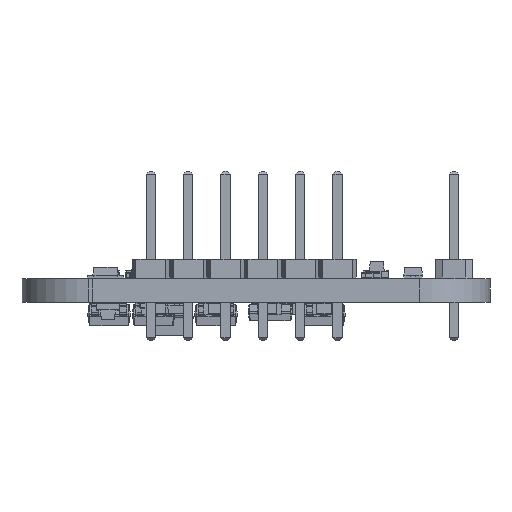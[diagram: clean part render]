
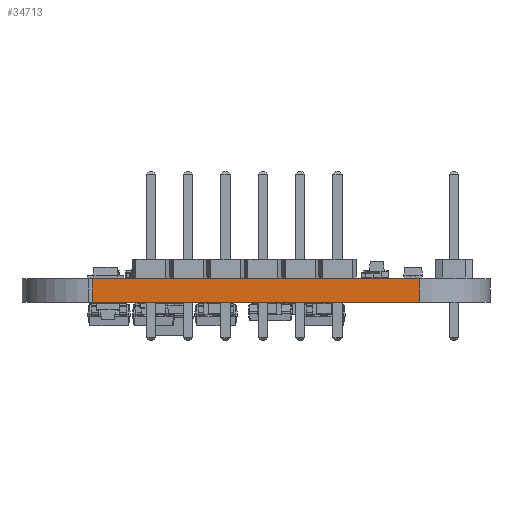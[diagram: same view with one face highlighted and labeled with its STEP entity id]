
A CAD part, left-side view. The second image highlights one B-rep face of the part: STEP entity #34713.
In plain terms, the highlighted planar face has unit normal (-1, -0.002, 0).
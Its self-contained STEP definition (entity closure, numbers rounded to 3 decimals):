
#33317 = VERTEX_POINT('',#33318);
#33318 = CARTESIAN_POINT('',(107.086,-79.426,0.));
#33324 = EDGE_CURVE('',#33325,#33317,#33327,.T.);
#33325 = VERTEX_POINT('',#33326);
#33326 = CARTESIAN_POINT('',(107.137,-101.702,0.));
#33327 = LINE('',#33328,#33329);
#33328 = CARTESIAN_POINT('',(107.137,-101.702,0.));
#33329 = VECTOR('',#33330,1.);
#33330 = DIRECTION('',(-0.002,1.,0.));
#33976 = VERTEX_POINT('',#33977);
#33977 = CARTESIAN_POINT('',(107.086,-79.426,1.6));
#33983 = EDGE_CURVE('',#33984,#33976,#33986,.T.);
#33984 = VERTEX_POINT('',#33985);
#33985 = CARTESIAN_POINT('',(107.137,-101.702,1.6));
#33986 = LINE('',#33987,#33988);
#33987 = CARTESIAN_POINT('',(107.137,-101.702,1.6));
#33988 = VECTOR('',#33989,1.);
#33989 = DIRECTION('',(-0.002,1.,0.));
#34683 = EDGE_CURVE('',#33317,#33976,#34684,.T.);
#34684 = LINE('',#34685,#34686);
#34685 = CARTESIAN_POINT('',(107.086,-79.426,0.));
#34686 = VECTOR('',#34687,1.);
#34687 = DIRECTION('',(0.,0.,1.));
#34713 = ADVANCED_FACE('',(#34714),#34725,.T.);
#34714 = FACE_BOUND('',#34715,.T.);
#34715 = EDGE_LOOP('',(#34716,#34722,#34723,#34724));
#34716 = ORIENTED_EDGE('',*,*,#34717,.T.);
#34717 = EDGE_CURVE('',#33325,#33984,#34718,.T.);
#34718 = LINE('',#34719,#34720);
#34719 = CARTESIAN_POINT('',(107.137,-101.702,0.));
#34720 = VECTOR('',#34721,1.);
#34721 = DIRECTION('',(0.,0.,1.));
#34722 = ORIENTED_EDGE('',*,*,#33983,.T.);
#34723 = ORIENTED_EDGE('',*,*,#34683,.F.);
#34724 = ORIENTED_EDGE('',*,*,#33324,.F.);
#34725 = PLANE('',#34726);
#34726 = AXIS2_PLACEMENT_3D('',#34727,#34728,#34729);
#34727 = CARTESIAN_POINT('',(107.137,-101.702,0.));
#34728 = DIRECTION('',(-1.,-0.002,0.));
#34729 = DIRECTION('',(-0.002,1.,0.));
